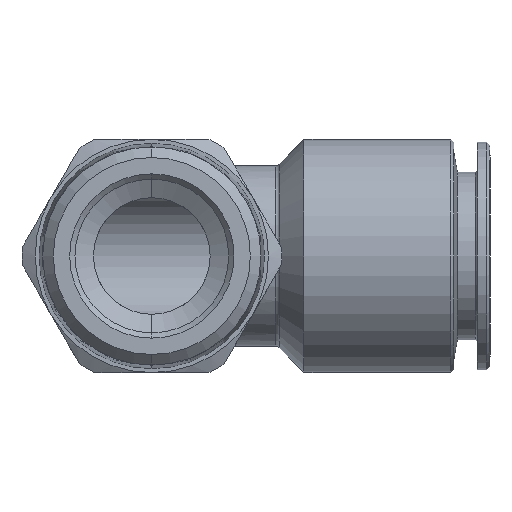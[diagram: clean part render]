
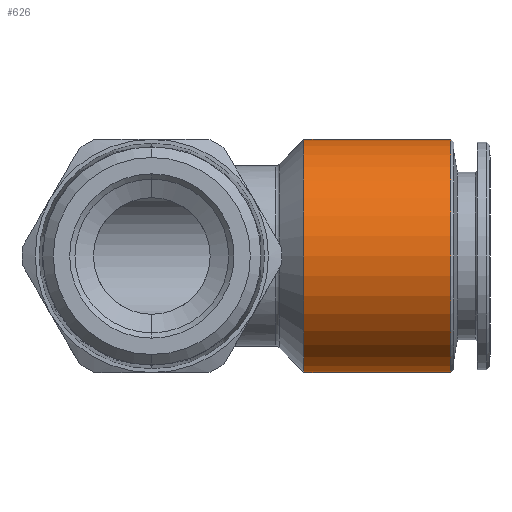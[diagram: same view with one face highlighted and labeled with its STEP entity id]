
A CAD part, front view. The second image highlights one B-rep face of the part: STEP entity #626.
In plain terms, the highlighted cylindrical face has radius 11 mm (diameter 22 mm), a partial arc.
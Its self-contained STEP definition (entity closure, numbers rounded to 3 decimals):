
#134 = EDGE_CURVE ( 'NONE', #143, #135, #1344, .T. ) ;
#135 = VERTEX_POINT ( 'NONE', #1340 ) ;
#142 = VERTEX_POINT ( 'NONE', #1205 ) ;
#143 = VERTEX_POINT ( 'NONE', #1204 ) ;
#294 = VERTEX_POINT ( 'NONE', #1594 ) ;
#296 = EDGE_CURVE ( 'NONE', #142, #294, #1593, .T. ) ;
#344 = EDGE_CURVE ( 'NONE', #294, #135, #1736, .T. ) ;
#626 = ADVANCED_FACE ( 'NONE', ( #3802 ), #3702, .T. ) ;
#627 = EDGE_LOOP ( 'NONE', ( #996, #696, #698, #699 ) ) ;
#696 = ORIENTED_EDGE ( 'NONE', *, *, #697, .T. ) ;
#697 = EDGE_CURVE ( 'NONE', #143, #142, #3826, .T. ) ;
#698 = ORIENTED_EDGE ( 'NONE', *, *, #296, .T. ) ;
#699 = ORIENTED_EDGE ( 'NONE', *, *, #344, .T. ) ;
#996 = ORIENTED_EDGE ( 'NONE', *, *, #134, .F. ) ;
#1204 = CARTESIAN_POINT ( 'NONE',  ( 28.2, 0., -11. ) ) ;
#1205 = CARTESIAN_POINT ( 'NONE',  ( 28.2, 0., 11. ) ) ;
#1340 = CARTESIAN_POINT ( 'NONE',  ( 14.35, 0., -11. ) ) ;
#1341 = DIRECTION ( 'NONE',  ( -1., 0., 0. ) ) ;
#1342 = VECTOR ( 'NONE', #1341, 1000. ) ;
#1343 = CARTESIAN_POINT ( 'NONE',  ( 0., 0., -11. ) ) ;
#1344 = LINE ( 'NONE', #1343, #1342 ) ;
#1590 = DIRECTION ( 'NONE',  ( -1., 0., 0. ) ) ;
#1591 = VECTOR ( 'NONE', #1590, 1000. ) ;
#1592 = CARTESIAN_POINT ( 'NONE',  ( 0., 0., 11. ) ) ;
#1593 = LINE ( 'NONE', #1592, #1591 ) ;
#1594 = CARTESIAN_POINT ( 'NONE',  ( 14.35, 0., 11. ) ) ;
#1707 = DIRECTION ( 'NONE',  ( 0., 0., -1. ) ) ;
#1733 = DIRECTION ( 'NONE',  ( 1., 0., 0. ) ) ;
#1734 = CARTESIAN_POINT ( 'NONE',  ( 14.35, 0., 0. ) ) ;
#1735 = AXIS2_PLACEMENT_3D ( 'NONE', #1734, #1733, #1707 ) ;
#1736 = CIRCLE ( 'NONE', #1735, 11. ) ;
#3702 = CYLINDRICAL_SURFACE ( 'NONE', #3706, 11. ) ;
#3703 = CARTESIAN_POINT ( 'NONE',  ( 0., 0., 0. ) ) ;
#3704 = DIRECTION ( 'NONE',  ( 0., 0., 1. ) ) ;
#3705 = DIRECTION ( 'NONE',  ( -1., 0., 0. ) ) ;
#3706 = AXIS2_PLACEMENT_3D ( 'NONE', #3703, #3705, #3704 ) ;
#3802 = FACE_OUTER_BOUND ( 'NONE', #627, .T. ) ;
#3819 = DIRECTION ( 'NONE',  ( 0., 0., 1. ) ) ;
#3820 = DIRECTION ( 'NONE',  ( -1., 0., 0. ) ) ;
#3821 = CARTESIAN_POINT ( 'NONE',  ( 28.2, 0., 0. ) ) ;
#3822 = AXIS2_PLACEMENT_3D ( 'NONE', #3821, #3820, #3819 ) ;
#3826 = CIRCLE ( 'NONE', #3822, 11. ) ;
